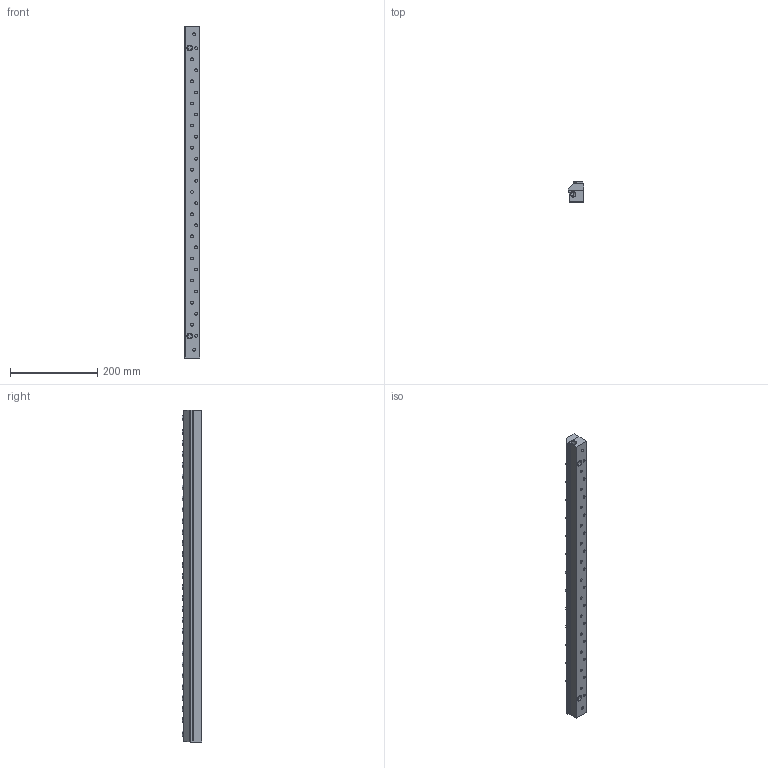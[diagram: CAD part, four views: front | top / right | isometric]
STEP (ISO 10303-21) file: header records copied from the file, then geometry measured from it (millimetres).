
FILE_DESCRIPTION((''),'2;1');
FILE_NAME('110030-PVDF.stp','2009-08-06T14:47:40',('David Woerner'),(''),'Autodesk Inventor 2010','Autodesk Inventor 2010','');
FILE_SCHEMA(('AUTOMOTIVE_DESIGN { 1 0 10303 214 1 1 1 1 }'));
Length unit declared in the file: inch
Products named in the file (7): 110030-PVDF; 901008; 901007; 901006; 900248; 2583; Parker Countersunk Hex-Head Plug 219P 219P-4
Assembly tree (36 placements, depth 3):
  110030-PVDF
    901008
    901007
    901006
    900248  x29
    2583  x3
      Parker Countersunk Hex-Head Plug 219P 219P-4
Bounding box: 36.53 x 45.26 x 762 mm (x, y, z)
Volume: 974556.6 mm3; surface area: 266444.6 mm2
Topology: 35 solids, 35 shells, 483 faces, 1179 edges, 797 vertices
Faces by surface type: plane 328, bspline 72, cylinder 66, cone 17
Full cylindrical faces by diameter (mm): 6.477 x29, 7.163 x29
Entity records: 7028 total; most frequent: CARTESIAN_POINT 2179, DIRECTION 901, ORIENTED_EDGE 786, EDGE_LOOP 459, EDGE_CURVE 393, AXIS2_PLACEMENT_3D 374, VERTEX_POINT 322, FACE_BOUND 280
